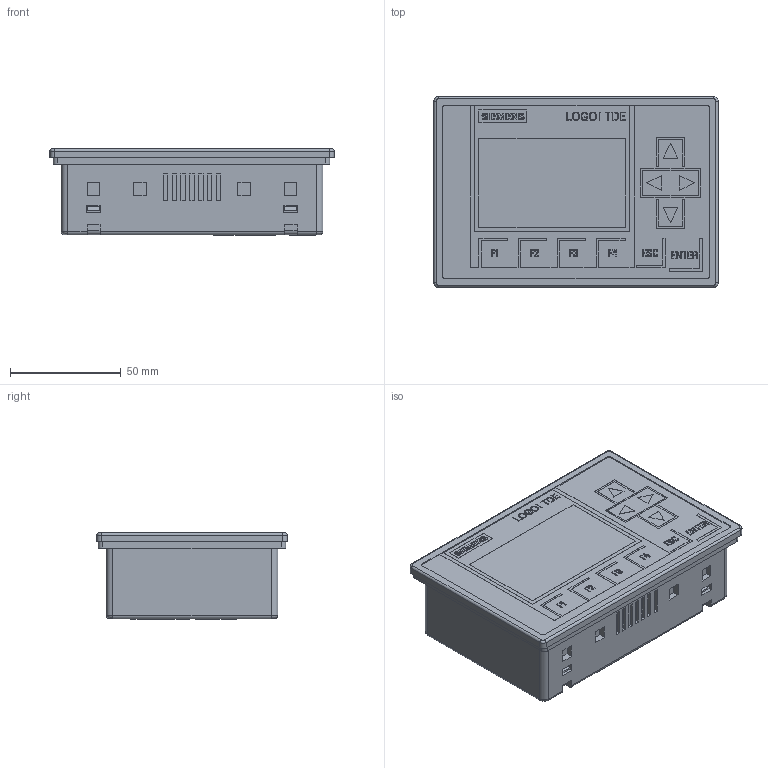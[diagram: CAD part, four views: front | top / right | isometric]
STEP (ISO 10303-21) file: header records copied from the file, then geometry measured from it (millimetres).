
FILE_DESCRIPTION(/* description */ (''),/* implementation_level */ '2;1');
FILE_NAME(/* name */ '6ED10554MH000BA1_3d.stp',/* time_stamp */ '2015-01-26T01:51:10+01:00',/* author */ ('xxx'),/* organization */ ('Siemens'),/* preprocessor_version */ 'ST-DEVELOPER v15',/* originating_system */ 'SIEMENS PLM Software NX 8.5',/* authorisation */ '');
FILE_SCHEMA (('AUTOMOTIVE_DESIGN { 1 0 10303 214 3 1 1 1 }'));
Products named in the file (4): A5E35475990A_001; A5E35213137A_001; A5E35209173A_001; A5E35213188A_001
Assembly tree (3 placements, depth 2):
  A5E35213188A_001
    A5E35209173A_001
    A5E35213137A_001
    A5E35475990A_001
Bounding box: 128.2 x 86 x 38.85 mm (x, y, z)
Volume: 354560.9 mm3; surface area: 40999.4 mm2
Topology: 105 solids, 105 shells, 1787 faces, 4529 edges, 3015 vertices
Faces by surface type: plane 1459, extrusion 274, cylinder 46, bspline 8
Full cylindrical faces by diameter (mm): 3.409 x3
Entity records: 77715 total; most frequent: CARTESIAN_POINT 22254, ORIENTED_EDGE 9046, DIRECTION 7375, EDGE_CURVE 4523, VECTOR 4149, LINE 3875, VERTEX_POINT 3012, EDGE_LOOP 1925
